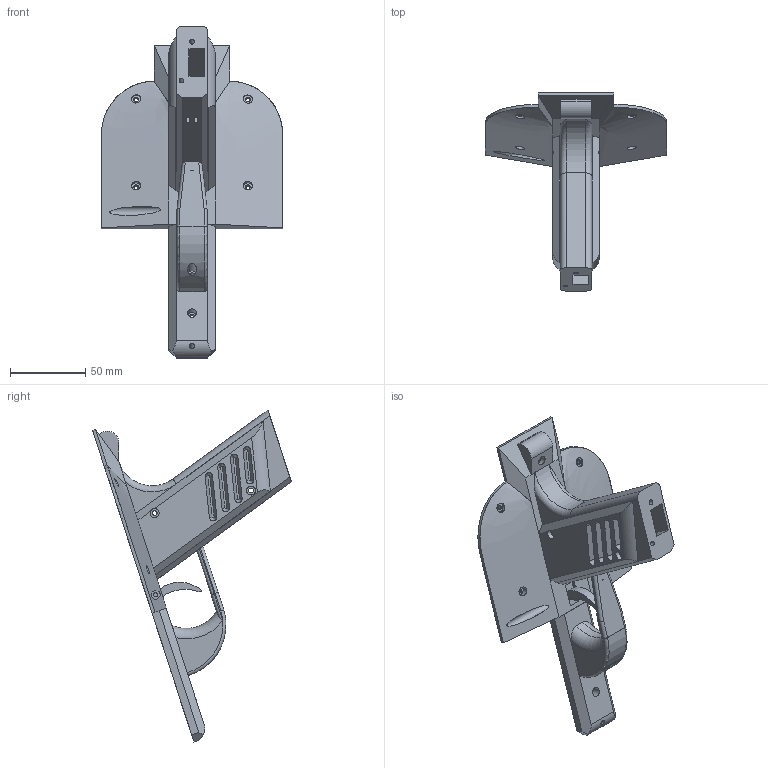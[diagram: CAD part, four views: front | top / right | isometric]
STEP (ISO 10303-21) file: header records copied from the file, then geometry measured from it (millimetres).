
FILE_DESCRIPTION(/* description */ (''),/* implementation_level */ '2;1');
FILE_NAME(/* name */ 'Trigger Grip Assembly.step',/* time_stamp */ '2021-02-23T19:32:12-06:00',/* author */ (''),/* organization */ (''),/* preprocessor_version */ 'ST-DEVELOPER v18.1',/* originating_system */ 'Autodesk Translation Framework v9.7.1.1290',/* authorisation */ '');
FILE_SCHEMA (('AUTOMOTIVE_DESIGN { 1 0 10303 214 3 1 1 }'));
Length unit declared in the file: millimetre
Products named in the file (6): Trigger Grip Assembly; Trigger Grip; Trigger; Trigger Guard; Grip Sides; Grip Sides(Mirror)
Assembly tree (5 placements, depth 3):
  Trigger Grip Assembly
    Trigger Grip
      Trigger
      Trigger Guard
      Grip Sides
      Grip Sides(Mirror)
Bounding box: 120 x 131.6 x 219.92 mm (x, y, z)
Volume: 237090.9 mm3; surface area: 112884.4 mm2
Topology: 8 solids, 8 shells, 324 faces, 837 edges, 555 vertices
Faces by surface type: plane 200, cylinder 96, cone 16, torus 6, bspline 4, sphere 2
Full cylindrical faces by diameter (mm): 2.7 x3, 3 x2, 3.2 x28, 6 x13
Entity records: 11007 total; most frequent: CARTESIAN_POINT 2527, DIRECTION 1711, ORIENTED_EDGE 1674, EDGE_CURVE 837, AXIS2_PLACEMENT_3D 572, LINE 567, VECTOR 567, VERTEX_POINT 555
